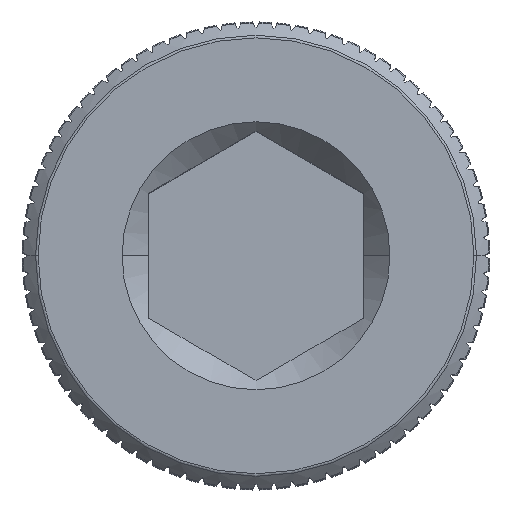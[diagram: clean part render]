
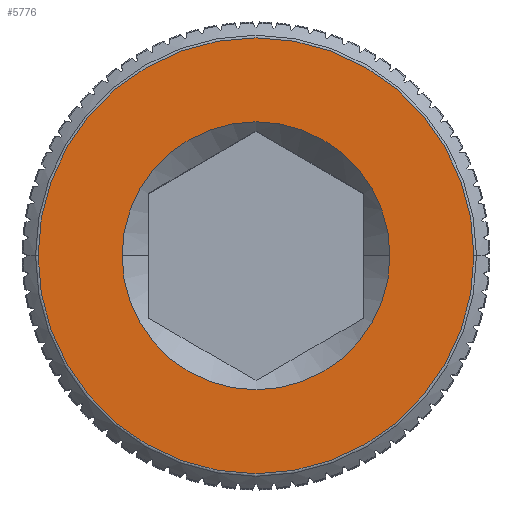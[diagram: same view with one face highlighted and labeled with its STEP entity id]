
A CAD part, top view. The second image highlights one B-rep face of the part: STEP entity #5776.
In plain terms, the highlighted planar face has unit normal (0, 0, 1).
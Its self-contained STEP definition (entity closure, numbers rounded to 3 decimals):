
#771 = DIRECTION ( 'NONE',  ( -1., 0., 0. ) ) ;
#792 = CARTESIAN_POINT ( 'NONE',  ( -3.724, 0., 31.5 ) ) ;
#970 = AXIS2_PLACEMENT_3D ( 'NONE', #9718, #28028, #771 ) ;
#1763 = DIRECTION ( 'NONE',  ( 0., 0., 1. ) ) ;
#2178 = CIRCLE ( 'NONE', #970, 6.059 ) ;
#2735 = EDGE_LOOP ( 'NONE', ( #10914, #29630 ) ) ;
#2866 = CIRCLE ( 'NONE', #23952, 6.059 ) ;
#3662 = DIRECTION ( 'NONE',  ( 1., 0., 0. ) ) ;
#4462 = DIRECTION ( 'NONE',  ( 1., 0., 0. ) ) ;
#4968 = VERTEX_POINT ( 'NONE', #27989 ) ;
#5056 = VERTEX_POINT ( 'NONE', #6270 ) ;
#5776 = ADVANCED_FACE ( 'NONE', ( #17765, #28894 ), #15538, .T. ) ;
#6270 = CARTESIAN_POINT ( 'NONE',  ( -6.059, 0., 31.5 ) ) ;
#6273 = DIRECTION ( 'NONE',  ( -1., 0., 0. ) ) ;
#6358 = VERTEX_POINT ( 'NONE', #792 ) ;
#6674 = VERTEX_POINT ( 'NONE', #16328 ) ;
#9718 = CARTESIAN_POINT ( 'NONE',  ( 0., 0., 31.5 ) ) ;
#9906 = AXIS2_PLACEMENT_3D ( 'NONE', #15434, #1763, #3662 ) ;
#10914 = ORIENTED_EDGE ( 'NONE', *, *, #27441, .F. ) ;
#15366 = EDGE_CURVE ( 'NONE', #6674, #5056, #2178, .T. ) ;
#15434 = CARTESIAN_POINT ( 'NONE',  ( 0., 0., 31.5 ) ) ;
#15538 = PLANE ( 'NONE',  #16711 ) ;
#16172 = EDGE_CURVE ( 'NONE', #5056, #6674, #2866, .T. ) ;
#16318 = ORIENTED_EDGE ( 'NONE', *, *, #16172, .F. ) ;
#16328 = CARTESIAN_POINT ( 'NONE',  ( 6.059, 0., 31.5 ) ) ;
#16711 = AXIS2_PLACEMENT_3D ( 'NONE', #17843, #18029, #4462 ) ;
#17450 = ORIENTED_EDGE ( 'NONE', *, *, #15366, .F. ) ;
#17765 = FACE_BOUND ( 'NONE', #2735, .T. ) ;
#17843 = CARTESIAN_POINT ( 'NONE',  ( 0., 0., 31.5 ) ) ;
#17991 = CIRCLE ( 'NONE', #23111, 3.724 ) ;
#18029 = DIRECTION ( 'NONE',  ( 0., 0., 1. ) ) ;
#18258 = DIRECTION ( 'NONE',  ( 0., 0., 1. ) ) ;
#19496 = EDGE_LOOP ( 'NONE', ( #16318, #17450 ) ) ;
#20115 = CIRCLE ( 'NONE', #9906, 3.724 ) ;
#22961 = DIRECTION ( 'NONE',  ( 1., 0., 0. ) ) ;
#23111 = AXIS2_PLACEMENT_3D ( 'NONE', #25268, #18258, #22961 ) ;
#23952 = AXIS2_PLACEMENT_3D ( 'NONE', #24705, #24399, #6273 ) ;
#24399 = DIRECTION ( 'NONE',  ( 0., 0., -1. ) ) ;
#24705 = CARTESIAN_POINT ( 'NONE',  ( 0., 0., 31.5 ) ) ;
#25256 = EDGE_CURVE ( 'NONE', #6358, #4968, #17991, .T. ) ;
#25268 = CARTESIAN_POINT ( 'NONE',  ( 0., 0., 31.5 ) ) ;
#27441 = EDGE_CURVE ( 'NONE', #4968, #6358, #20115, .T. ) ;
#27989 = CARTESIAN_POINT ( 'NONE',  ( 3.724, 0., 31.5 ) ) ;
#28028 = DIRECTION ( 'NONE',  ( 0., 0., -1. ) ) ;
#28894 = FACE_OUTER_BOUND ( 'NONE', #19496, .T. ) ;
#29630 = ORIENTED_EDGE ( 'NONE', *, *, #25256, .F. ) ;
